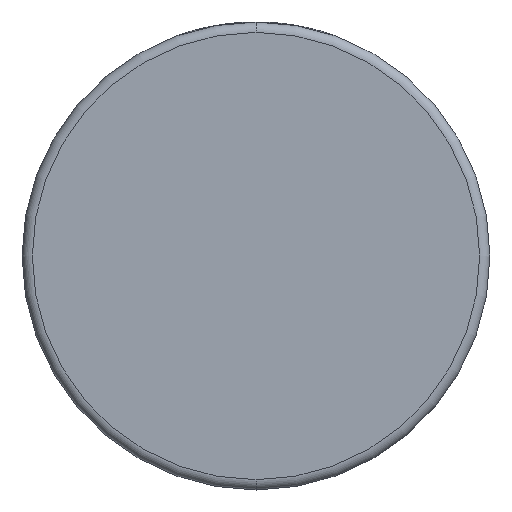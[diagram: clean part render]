
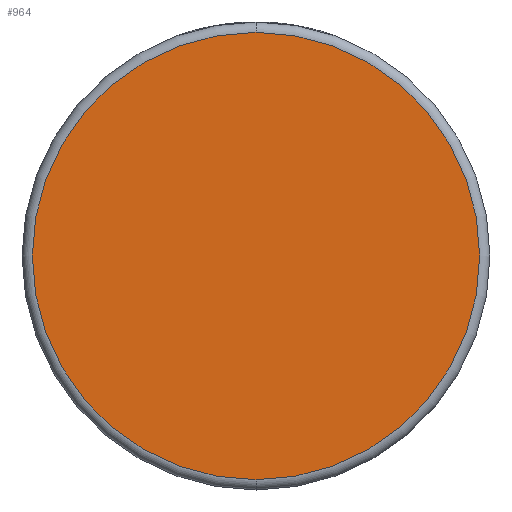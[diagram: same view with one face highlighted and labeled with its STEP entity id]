
A CAD part, front view. The second image highlights one B-rep face of the part: STEP entity #964.
In plain terms, the highlighted planar face has unit normal (0, -1, 0).
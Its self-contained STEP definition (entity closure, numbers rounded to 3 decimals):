
#176 = VERTEX_POINT ( 'NONE', #2903 ) ;
#508 = PLANE ( 'NONE',  #3061 ) ;
#646 = ORIENTED_EDGE ( 'NONE', *, *, #2559, .T. ) ;
#810 = AXIS2_PLACEMENT_3D ( 'NONE', #1529, #1837, #2159 ) ;
#822 = DIRECTION ( 'NONE',  ( 0., 0., 1. ) ) ;
#964 = ADVANCED_FACE ( 'NONE', ( #4129 ), #508, .F. ) ;
#1529 = CARTESIAN_POINT ( 'NONE',  ( 0., 0., 0. ) ) ;
#1572 = AXIS2_PLACEMENT_3D ( 'NONE', #2429, #3756, #822 ) ;
#1837 = DIRECTION ( 'NONE',  ( 0., -1., 0. ) ) ;
#1864 = CARTESIAN_POINT ( 'NONE',  ( 0., 0., 0. ) ) ;
#1938 = ORIENTED_EDGE ( 'NONE', *, *, #2069, .T. ) ;
#2069 = EDGE_CURVE ( 'NONE', #2980, #176, #4072, .T. ) ;
#2159 = DIRECTION ( 'NONE',  ( 0., 0., 1. ) ) ;
#2429 = CARTESIAN_POINT ( 'NONE',  ( 0., 0., 0. ) ) ;
#2472 = CIRCLE ( 'NONE', #1572, 43.5 ) ;
#2559 = EDGE_CURVE ( 'NONE', #176, #2980, #2472, .T. ) ;
#2677 = CARTESIAN_POINT ( 'NONE',  ( 0., 0., 43.5 ) ) ;
#2892 = DIRECTION ( 'NONE',  ( 0., 0., 1. ) ) ;
#2903 = CARTESIAN_POINT ( 'NONE',  ( 0., 0., -43.5 ) ) ;
#2921 = EDGE_LOOP ( 'NONE', ( #1938, #646 ) ) ;
#2980 = VERTEX_POINT ( 'NONE', #2677 ) ;
#3061 = AXIS2_PLACEMENT_3D ( 'NONE', #1864, #3220, #2892 ) ;
#3220 = DIRECTION ( 'NONE',  ( 0., 1., 0. ) ) ;
#3756 = DIRECTION ( 'NONE',  ( 0., -1., 0. ) ) ;
#4072 = CIRCLE ( 'NONE', #810, 43.5 ) ;
#4129 = FACE_OUTER_BOUND ( 'NONE', #2921, .T. ) ;
